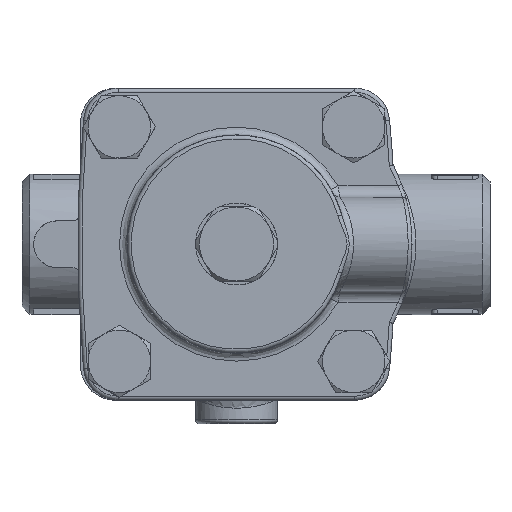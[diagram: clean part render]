
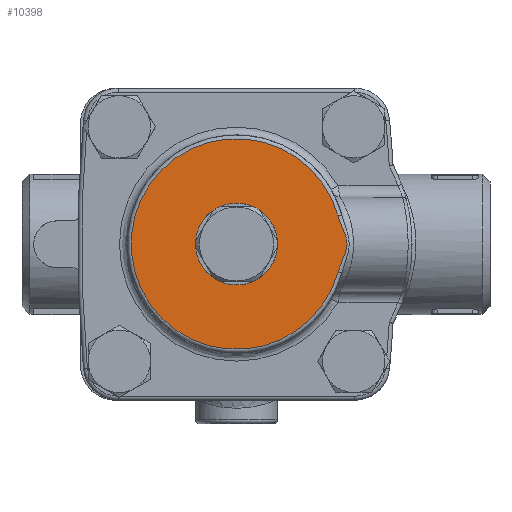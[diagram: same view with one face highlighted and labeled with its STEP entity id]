
A CAD part, top view. The second image highlights one B-rep face of the part: STEP entity #10398.
In plain terms, the highlighted planar face has unit normal (0, 0, 1).
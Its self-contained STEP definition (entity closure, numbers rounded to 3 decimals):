
#5045=CARTESIAN_POINT('',(10.5,0.,40.0));
#5046=VERTEX_POINT('',#5045);
#5047=CARTESIAN_POINT('',(0.,0.,40.0));
#5048=DIRECTION('',(0.0,0.0,-1.0));
#5049=DIRECTION('',(-1.0,0.0,0.0));
#5050=AXIS2_PLACEMENT_3D('',#5047,#5048,#5049);
#5051=CIRCLE('',#5050,10.5);
#5052=EDGE_CURVE('',#5046,#5046,#5051,.T.);
#10082=CARTESIAN_POINT('',(26.026,-7.186,40.0));
#10083=VERTEX_POINT('',#10082);
#10091=CARTESIAN_POINT('',(26.026,7.186,40.0));
#10092=VERTEX_POINT('',#10091);
#10093=CARTESIAN_POINT('',(0.,0.,40.0));
#10094=DIRECTION('',(0.0,0.0,-1.0));
#10095=DIRECTION('',(-1.0,0.,0.0));
#10096=AXIS2_PLACEMENT_3D('',#10093,#10094,#10095);
#10097=CIRCLE('',#10096,27.0);
#10098=EDGE_CURVE('',#10083,#10092,#10097,.T.);
#10257=CARTESIAN_POINT('',(26.026,7.186,40.));
#10258=CARTESIAN_POINT('',(26.218,6.49,40.0));
#10259=CARTESIAN_POINT('',(26.728,5.138,40.));
#10260=CARTESIAN_POINT('',(27.467,3.484,40.));
#10261=CARTESIAN_POINT('',(27.979,2.132,40.));
#10262=CARTESIAN_POINT('',(28.234,1.201,40.));
#10263=CARTESIAN_POINT('',(28.345,0.363,40.));
#10264=CARTESIAN_POINT('',(28.346,-0.361,40.));
#10265=CARTESIAN_POINT('',(28.267,-0.959,40.));
#10266=CARTESIAN_POINT('',(28.165,-1.43,40.));
#10267=CARTESIAN_POINT('',(28.041,-1.895,40.));
#10268=CARTESIAN_POINT('',(27.853,-2.467,40.));
#10269=CARTESIAN_POINT('',(27.549,-3.256,40.));
#10270=CARTESIAN_POINT('',(27.171,-4.144,40.));
#10271=CARTESIAN_POINT('',(26.602,-5.473,40.));
#10272=CARTESIAN_POINT('',(26.218,-6.49,40.0));
#10273=CARTESIAN_POINT('',(26.026,-7.186,40.0));
#10274=B_SPLINE_CURVE_WITH_KNOTS('',3,(#10257,#10258,#10259,#10260,#10261,#10262,#10263,#10264,#10265,#10266,#10267,#10268,#10269,#10270,#10271,#10272,#10273),.UNSPECIFIED.,.F.,.U.,(4,1,1,1,1,1,1,1,1,1,1,1,1,1,4),(0.,0.217,0.433,0.542,0.65,0.722,0.795,0.867,0.903,0.939,1.011,1.083,1.192,1.3,1.517),.UNSPECIFIED.);
#10275=EDGE_CURVE('',#10092,#10083,#10274,.T.);
#10386=CARTESIAN_POINT('',(0.,0.,40.0));
#10387=DIRECTION('',(0.0,0.0,-1.0));
#10388=DIRECTION('',(-1.0,0.0,0.0));
#10389=AXIS2_PLACEMENT_3D('',#10386,#10387,#10388);
#10390=PLANE('',#10389);
#10391=ORIENTED_EDGE('',*,*,#10098,.F.);
#10392=ORIENTED_EDGE('',*,*,#10275,.F.);
#10393=EDGE_LOOP('',(#10391,#10392));
#10394=FACE_OUTER_BOUND('',#10393,.T.);
#10395=ORIENTED_EDGE('',*,*,#5052,.T.);
#10396=EDGE_LOOP('',(#10395));
#10397=FACE_BOUND('',#10396,.T.);
#10398=ADVANCED_FACE('',(#10394,#10397),#10390,.F.);
